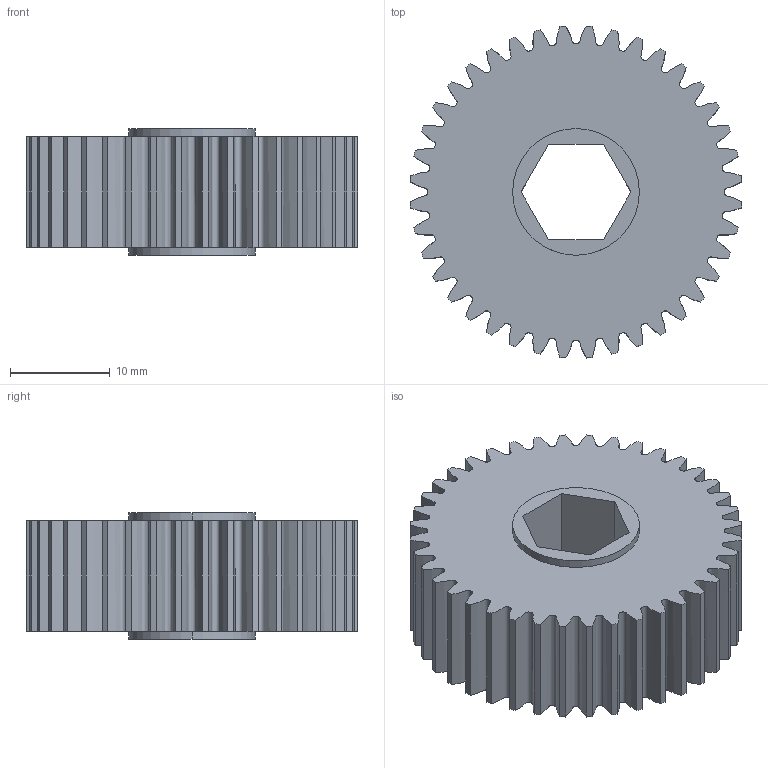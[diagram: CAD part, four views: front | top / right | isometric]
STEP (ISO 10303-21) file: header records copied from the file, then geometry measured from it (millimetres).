
FILE_DESCRIPTION (( 'STEP AP214' ), '1' );
FILE_NAME ('217-5866-001 Rev7.STEP', '2017-07-10T19:52:29', ( '' ), ( '' ), 'SwSTEP 2.0', 'SolidWorks 2017', '' );
FILE_SCHEMA (( 'AUTOMOTIVE_DESIGN' ));
Length unit declared in the file: millimetre
Products named in the file (1): 217-5866-001 Rev7
Bounding box: 33.28 x 33.28 x 12.7 mm (x, y, z)
Volume: 7753.2 mm3; surface area: 4076.6 mm2
Topology: 1 solids, 1 shells, 94 faces, 270 edges, 180 vertices
Faces by surface type: cylinder 44, bspline 40, plane 10
Entity records: 14100 total; most frequent: CARTESIAN_POINT 11785, ORIENTED_EDGE 540, DIRECTION 388, EDGE_CURVE 270, VERTEX_POINT 180, AXIS2_PLACEMENT_3D 143, VECTOR 102, LINE 102
